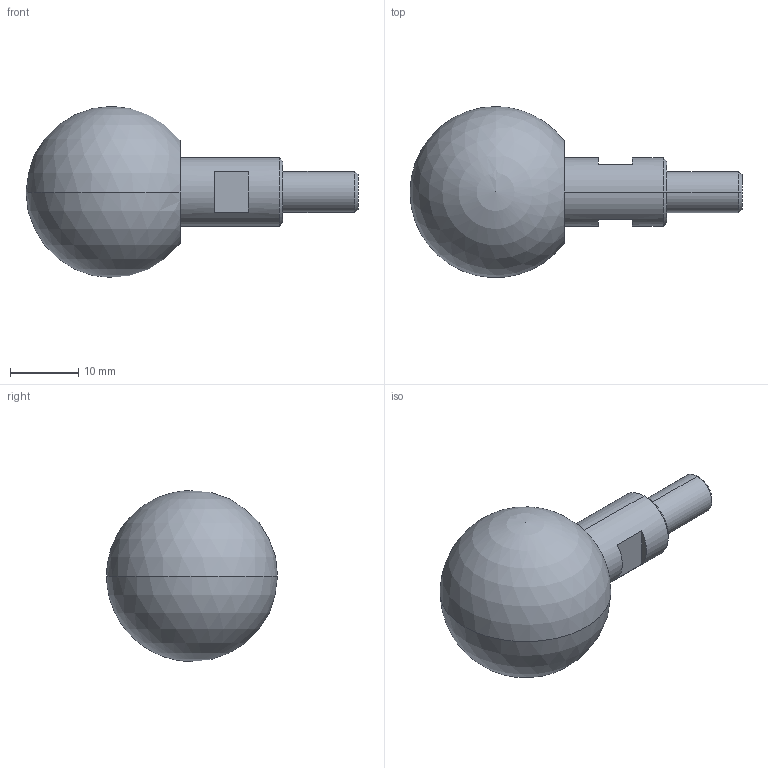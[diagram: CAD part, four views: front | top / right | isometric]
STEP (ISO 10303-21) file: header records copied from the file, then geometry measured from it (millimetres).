
FILE_DESCRIPTION (( 'STEP AP203' ), '1' );
FILE_NAME ('SF-K0726-1061.STEP', '2025-03-12T07:22:40', ( '微软用户' ), ( '微软中国' ), 'SwSTEP 2.0', 'SolidWorks 2016', '' );
FILE_SCHEMA (( 'CONFIG_CONTROL_DESIGN' ));
Length unit declared in the file: millimetre
Products named in the file (1): SF-K0726-1061
Bounding box: 48.5 x 24.97 x 25 mm (x, y, z)
Volume: 9394.4 mm3; surface area: 2619.1 mm2
Topology: 1 solids, 1 shells, 19 faces, 41 edges, 26 vertices
Faces by surface type: plane 9, cone 4, cylinder 4, sphere 2
Entity records: 563 total; most frequent: DIRECTION 96, CARTESIAN_POINT 79, ORIENTED_EDGE 72, AXIS2_PLACEMENT_3D 40, EDGE_CURVE 36, VERTEX_POINT 23, EDGE_LOOP 23, CIRCLE 20
